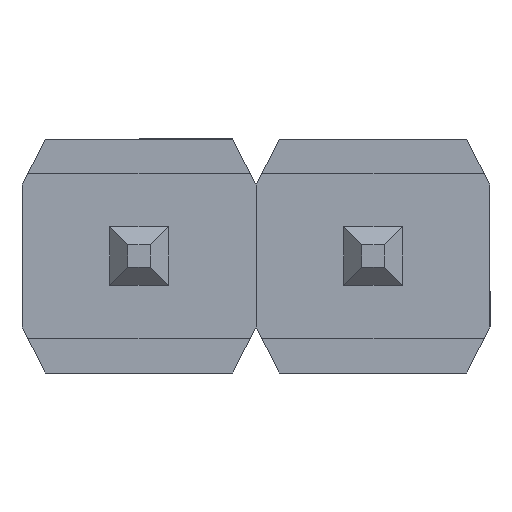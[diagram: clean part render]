
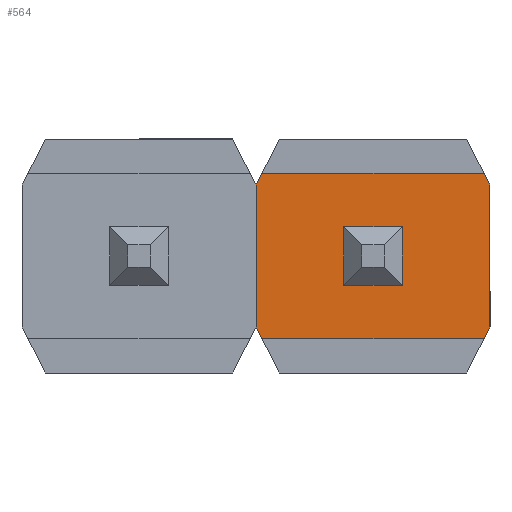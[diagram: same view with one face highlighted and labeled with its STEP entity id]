
A CAD part, front view. The second image highlights one B-rep face of the part: STEP entity #564.
In plain terms, the highlighted planar face has unit normal (0, -1, 0).
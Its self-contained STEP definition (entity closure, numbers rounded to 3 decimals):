
#35=FACE_BOUND('',#71,.T.);
#38=FACE_OUTER_BOUND('',#70,.T.);
#70=EDGE_LOOP('',(#383,#384,#385,#386,#387,#388,#389,#390));
#71=EDGE_LOOP('',(#391,#392,#393,#394));
#106=LINE('',#862,#182);
#107=LINE('',#865,#183);
#108=LINE('',#867,#184);
#109=LINE('',#869,#185);
#110=LINE('',#871,#186);
#111=LINE('',#873,#187);
#112=LINE('',#875,#188);
#113=LINE('',#876,#189);
#114=LINE('',#879,#190);
#115=LINE('',#881,#191);
#116=LINE('',#883,#192);
#117=LINE('',#884,#193);
#182=VECTOR('',#707,10.);
#183=VECTOR('',#710,1000.);
#184=VECTOR('',#711,1000.);
#185=VECTOR('',#712,1000.);
#186=VECTOR('',#713,1000.);
#187=VECTOR('',#714,1000.);
#188=VECTOR('',#715,1000.);
#189=VECTOR('',#716,1000.);
#190=VECTOR('',#717,1000.);
#191=VECTOR('',#718,1000.);
#192=VECTOR('',#719,1000.);
#193=VECTOR('',#720,1000.);
#255=VERTEX_POINT('',#855);
#258=VERTEX_POINT('',#860);
#259=VERTEX_POINT('',#864);
#260=VERTEX_POINT('',#866);
#261=VERTEX_POINT('',#868);
#262=VERTEX_POINT('',#870);
#263=VERTEX_POINT('',#872);
#264=VERTEX_POINT('',#874);
#265=VERTEX_POINT('',#877);
#266=VERTEX_POINT('',#878);
#267=VERTEX_POINT('',#880);
#268=VERTEX_POINT('',#882);
#306=EDGE_CURVE('',#255,#258,#106,.T.);
#307=EDGE_CURVE('',#259,#258,#107,.T.);
#308=EDGE_CURVE('',#260,#259,#108,.T.);
#309=EDGE_CURVE('',#261,#260,#109,.T.);
#310=EDGE_CURVE('',#262,#261,#110,.T.);
#311=EDGE_CURVE('',#263,#262,#111,.T.);
#312=EDGE_CURVE('',#263,#264,#112,.T.);
#313=EDGE_CURVE('',#255,#264,#113,.T.);
#314=EDGE_CURVE('',#265,#266,#114,.T.);
#315=EDGE_CURVE('',#267,#265,#115,.T.);
#316=EDGE_CURVE('',#268,#267,#116,.T.);
#317=EDGE_CURVE('',#266,#268,#117,.T.);
#383=ORIENTED_EDGE('',*,*,#306,.T.);
#384=ORIENTED_EDGE('',*,*,#307,.F.);
#385=ORIENTED_EDGE('',*,*,#308,.F.);
#386=ORIENTED_EDGE('',*,*,#309,.F.);
#387=ORIENTED_EDGE('',*,*,#310,.F.);
#388=ORIENTED_EDGE('',*,*,#311,.F.);
#389=ORIENTED_EDGE('',*,*,#312,.T.);
#390=ORIENTED_EDGE('',*,*,#313,.F.);
#391=ORIENTED_EDGE('',*,*,#314,.F.);
#392=ORIENTED_EDGE('',*,*,#315,.F.);
#393=ORIENTED_EDGE('',*,*,#316,.F.);
#394=ORIENTED_EDGE('',*,*,#317,.F.);
#532=PLANE('',#662);
#564=ADVANCED_FACE('',(#38,#35),#532,.T.);
#662=AXIS2_PLACEMENT_3D('',#863,#708,#709);
#707=DIRECTION('',(0.,0.,1.));
#708=DIRECTION('center_axis',(0.,-1.,0.));
#709=DIRECTION('ref_axis',(0.,0.,-1.));
#710=DIRECTION('',(0.447,0.,-0.894));
#711=DIRECTION('',(1.,0.,0.));
#712=DIRECTION('',(0.447,0.,0.894));
#713=DIRECTION('',(0.,0.,1.));
#714=DIRECTION('',(-0.447,0.,0.894));
#715=DIRECTION('',(1.,0.,0.));
#716=DIRECTION('',(-0.447,0.,-0.894));
#717=DIRECTION('',(1.,0.,0.));
#718=DIRECTION('',(0.,0.,-1.));
#719=DIRECTION('',(-1.,0.,0.));
#720=DIRECTION('',(0.,0.,1.));
#855=CARTESIAN_POINT('',(0.,-0.77,-0.77));
#860=CARTESIAN_POINT('',(0.,-0.77,0.77));
#862=CARTESIAN_POINT('',(0.,-0.77,1.55));
#863=CARTESIAN_POINT('Origin',(-3.682,-0.77,0.9));
#864=CARTESIAN_POINT('',(-0.065,-0.77,0.9));
#865=CARTESIAN_POINT('',(-0.25,-0.77,1.27));
#866=CARTESIAN_POINT('',(-2.475,-0.77,0.9));
#867=CARTESIAN_POINT('',(-3.682,-0.77,0.9));
#868=CARTESIAN_POINT('',(-2.54,-0.77,0.77));
#869=CARTESIAN_POINT('',(-2.54,-0.77,0.77));
#870=CARTESIAN_POINT('',(-2.54,-0.77,-0.77));
#871=CARTESIAN_POINT('',(-2.54,-0.77,0.));
#872=CARTESIAN_POINT('',(-2.475,-0.77,-0.9));
#873=CARTESIAN_POINT('',(-2.29,-0.77,-1.27));
#874=CARTESIAN_POINT('',(-0.065,-0.77,-0.9));
#875=CARTESIAN_POINT('',(-3.682,-0.77,-0.9));
#876=CARTESIAN_POINT('',(0.,-0.77,-0.77));
#877=CARTESIAN_POINT('',(-1.59,-0.77,-0.32));
#878=CARTESIAN_POINT('',(-0.95,-0.77,-0.32));
#879=CARTESIAN_POINT('',(-1.59,-0.77,-0.32));
#880=CARTESIAN_POINT('',(-1.59,-0.77,0.32));
#881=CARTESIAN_POINT('',(-1.59,-0.77,0.32));
#882=CARTESIAN_POINT('',(-0.95,-0.77,0.32));
#883=CARTESIAN_POINT('',(-0.95,-0.77,0.32));
#884=CARTESIAN_POINT('',(-0.95,-0.77,-0.32));
